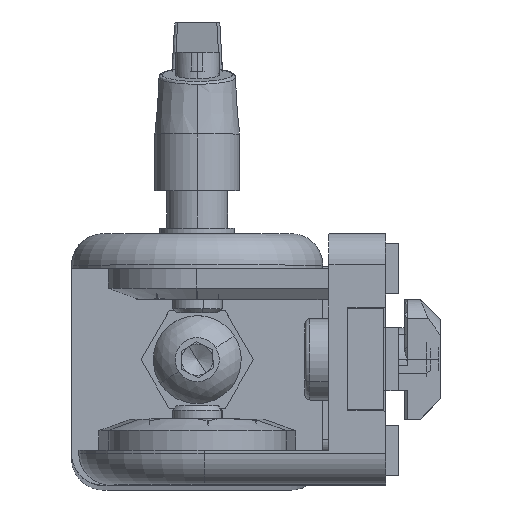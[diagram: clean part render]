
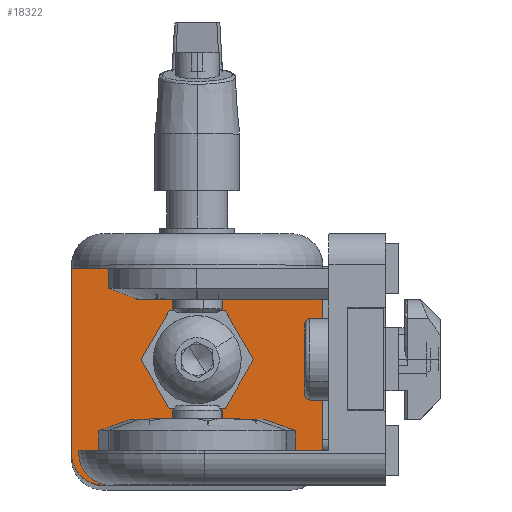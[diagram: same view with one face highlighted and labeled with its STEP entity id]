
A CAD part, top view. The second image highlights one B-rep face of the part: STEP entity #18322.
In plain terms, the highlighted face is planar.
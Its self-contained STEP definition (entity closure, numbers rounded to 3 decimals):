
#111 = ORIENTED_EDGE ( 'NONE', *, *, #28009, .F. ) ;
#243 = CARTESIAN_POINT ( 'NONE',  ( 0., 9., 0. ) ) ;
#276 = CARTESIAN_POINT ( 'NONE',  ( 15., 9., -20. ) ) ;
#341 = VECTOR ( 'NONE', #24397, 1000. ) ;
#397 = FACE_BOUND ( 'NONE', #30117, .T. ) ;
#500 = CARTESIAN_POINT ( 'NONE',  ( -4.474, 9., 7.75 ) ) ;
#570 = EDGE_CURVE ( 'NONE', #22892, #26363, #23564, .T. ) ;
#729 = EDGE_CURVE ( 'NONE', #13724, #2514, #31172, .T. ) ;
#1182 = VERTEX_POINT ( 'NONE', #25831 ) ;
#1234 = CARTESIAN_POINT ( 'NONE',  ( 15.65, 9., -14.5 ) ) ;
#1248 = VERTEX_POINT ( 'NONE', #17279 ) ;
#1398 = CARTESIAN_POINT ( 'NONE',  ( 15., 9., -15. ) ) ;
#1488 = CARTESIAN_POINT ( 'NONE',  ( -20., 9., -15. ) ) ;
#1868 = EDGE_CURVE ( 'NONE', #1248, #25246, #7655, .T. ) ;
#1916 = LINE ( 'NONE', #18515, #23063 ) ;
#2010 = LINE ( 'NONE', #4700, #28029 ) ;
#2211 = CARTESIAN_POINT ( 'NONE',  ( 20., 9., 20. ) ) ;
#2269 = ORIENTED_EDGE ( 'NONE', *, *, #8253, .T. ) ;
#2445 = VECTOR ( 'NONE', #12156, 1000. ) ;
#2514 = VERTEX_POINT ( 'NONE', #25589 ) ;
#2541 = ORIENTED_EDGE ( 'NONE', *, *, #15213, .T. ) ;
#2596 = AXIS2_PLACEMENT_3D ( 'NONE', #1398, #11046, #20669 ) ;
#3051 = VECTOR ( 'NONE', #5351, 1000. ) ;
#3130 = CARTESIAN_POINT ( 'NONE',  ( -8.949, 9., 0. ) ) ;
#3175 = ORIENTED_EDGE ( 'NONE', *, *, #23301, .T. ) ;
#3212 = VERTEX_POINT ( 'NONE', #21303 ) ;
#3443 = DIRECTION ( 'NONE',  ( 0., 0., -1. ) ) ;
#3569 = AXIS2_PLACEMENT_3D ( 'NONE', #19900, #15608, #3443 ) ;
#4562 = VECTOR ( 'NONE', #30009, 1000. ) ;
#4700 = CARTESIAN_POINT ( 'NONE',  ( -20., 9., -20. ) ) ;
#5214 = CARTESIAN_POINT ( 'NONE',  ( -20., 9., 20. ) ) ;
#5249 = VERTEX_POINT ( 'NONE', #7012 ) ;
#5351 = DIRECTION ( 'NONE',  ( -1., 0., 0. ) ) ;
#5463 = VERTEX_POINT ( 'NONE', #6974 ) ;
#6300 = VECTOR ( 'NONE', #7453, 1000. ) ;
#6974 = CARTESIAN_POINT ( 'NONE',  ( 15.65, 9., -11.32 ) ) ;
#7012 = CARTESIAN_POINT ( 'NONE',  ( 8.949, 9., 0. ) ) ;
#7039 = EDGE_CURVE ( 'NONE', #30385, #11223, #11177, .T. ) ;
#7285 = VECTOR ( 'NONE', #27493, 1000. ) ;
#7322 = ORIENTED_EDGE ( 'NONE', *, *, #1868, .T. ) ;
#7453 = DIRECTION ( 'NONE',  ( -0.5, 0., 0.866 ) ) ;
#7639 = CIRCLE ( 'NONE', #3569, 5. ) ;
#7655 = LINE ( 'NONE', #14584, #341 ) ;
#7864 = LINE ( 'NONE', #17484, #8569 ) ;
#8253 = EDGE_CURVE ( 'NONE', #5463, #1182, #1916, .T. ) ;
#8569 = VECTOR ( 'NONE', #27596, 1000. ) ;
#8675 = ORIENTED_EDGE ( 'NONE', *, *, #7039, .T. ) ;
#9042 = ORIENTED_EDGE ( 'NONE', *, *, #14424, .T. ) ;
#9346 = EDGE_CURVE ( 'NONE', #11223, #26532, #2010, .T. ) ;
#9384 = EDGE_LOOP ( 'NONE', ( #19001, #13448, #3175, #11472, #9042, #8675 ) ) ;
#10053 = DIRECTION ( 'NONE',  ( 0., 0., -1. ) ) ;
#10459 = EDGE_CURVE ( 'NONE', #5463, #13557, #19049, .T. ) ;
#11005 = CARTESIAN_POINT ( 'NONE',  ( 4.474, 9., -7.75 ) ) ;
#11046 = DIRECTION ( 'NONE',  ( 0., 1., 0. ) ) ;
#11177 = CIRCLE ( 'NONE', #2596, 5. ) ;
#11200 = ORIENTED_EDGE ( 'NONE', *, *, #24211, .F. ) ;
#11208 = VECTOR ( 'NONE', #25654, 1000. ) ;
#11223 = VERTEX_POINT ( 'NONE', #276 ) ;
#11443 = VECTOR ( 'NONE', #30003, 1000. ) ;
#11472 = ORIENTED_EDGE ( 'NONE', *, *, #570, .F. ) ;
#11742 = CARTESIAN_POINT ( 'NONE',  ( 20., 9., -15. ) ) ;
#11869 = CARTESIAN_POINT ( 'NONE',  ( -4.474, 9., -7.75 ) ) ;
#12051 = ORIENTED_EDGE ( 'NONE', *, *, #729, .F. ) ;
#12156 = DIRECTION ( 'NONE',  ( 0., 0., -1. ) ) ;
#12263 = FACE_BOUND ( 'NONE', #19823, .T. ) ;
#12331 = DIRECTION ( 'NONE',  ( 0., 0., 1. ) ) ;
#12987 = CARTESIAN_POINT ( 'NONE',  ( -15.65, 9., -14.5 ) ) ;
#13067 = LINE ( 'NONE', #3130, #11443 ) ;
#13211 = CARTESIAN_POINT ( 'NONE',  ( -4.474, 9., -7.75 ) ) ;
#13282 = DIRECTION ( 'NONE',  ( -1., 0., 0. ) ) ;
#13448 = ORIENTED_EDGE ( 'NONE', *, *, #15226, .T. ) ;
#13557 = VERTEX_POINT ( 'NONE', #1234 ) ;
#13724 = VERTEX_POINT ( 'NONE', #13211 ) ;
#13740 = AXIS2_PLACEMENT_3D ( 'NONE', #243, #19535, #10053 ) ;
#14424 = EDGE_CURVE ( 'NONE', #22892, #30385, #28612, .T. ) ;
#14584 = CARTESIAN_POINT ( 'NONE',  ( -15.65, 9., -9.5 ) ) ;
#14606 = CARTESIAN_POINT ( 'NONE',  ( 4.474, 9., 7.75 ) ) ;
#15036 = ORIENTED_EDGE ( 'NONE', *, *, #17605, .F. ) ;
#15077 = ORIENTED_EDGE ( 'NONE', *, *, #15669, .F. ) ;
#15213 = EDGE_CURVE ( 'NONE', #1182, #24662, #29377, .T. ) ;
#15226 = EDGE_CURVE ( 'NONE', #26532, #19041, #7639, .T. ) ;
#15410 = ORIENTED_EDGE ( 'NONE', *, *, #22564, .F. ) ;
#15608 = DIRECTION ( 'NONE',  ( 0., 1., 0. ) ) ;
#15669 = EDGE_CURVE ( 'NONE', #5249, #23661, #7864, .T. ) ;
#16405 = EDGE_CURVE ( 'NONE', #2514, #21820, #13067, .T. ) ;
#17150 = FACE_OUTER_BOUND ( 'NONE', #9384, .T. ) ;
#17279 = CARTESIAN_POINT ( 'NONE',  ( -15.65, 9., -11.32 ) ) ;
#17484 = CARTESIAN_POINT ( 'NONE',  ( 8.949, 9., 0. ) ) ;
#17605 = EDGE_CURVE ( 'NONE', #13557, #25246, #25248, .T. ) ;
#18073 = LINE ( 'NONE', #30248, #11208 ) ;
#18205 = CARTESIAN_POINT ( 'NONE',  ( 0., 9., 14.5 ) ) ;
#18290 = VECTOR ( 'NONE', #27496, 1000. ) ;
#18322 = ADVANCED_FACE ( 'NONE', ( #12263, #17150, #397 ), #21886, .F. ) ;
#18515 = CARTESIAN_POINT ( 'NONE',  ( -1.809, 9., -4.982 ) ) ;
#19001 = ORIENTED_EDGE ( 'NONE', *, *, #9346, .T. ) ;
#19041 = VERTEX_POINT ( 'NONE', #1488 ) ;
#19049 = LINE ( 'NONE', #21246, #30739 ) ;
#19202 = LINE ( 'NONE', #14606, #20733 ) ;
#19535 = DIRECTION ( 'NONE',  ( 0., -1., 0. ) ) ;
#19823 = EDGE_LOOP ( 'NONE', ( #15077, #111, #15410, #22940, #12051, #11200 ) ) ;
#19900 = CARTESIAN_POINT ( 'NONE',  ( -15., 9., -15. ) ) ;
#20364 = CARTESIAN_POINT ( 'NONE',  ( 1.809, 9., -4.982 ) ) ;
#20669 = DIRECTION ( 'NONE',  ( 0., 0., -1. ) ) ;
#20733 = VECTOR ( 'NONE', #26638, 1000. ) ;
#21246 = CARTESIAN_POINT ( 'NONE',  ( 15.65, 9., -9.5 ) ) ;
#21303 = CARTESIAN_POINT ( 'NONE',  ( 4.474, 9., 7.75 ) ) ;
#21425 = CARTESIAN_POINT ( 'NONE',  ( -10.637, 9., -9.5 ) ) ;
#21666 = CARTESIAN_POINT ( 'NONE',  ( -20., 9., 14.5 ) ) ;
#21820 = VERTEX_POINT ( 'NONE', #500 ) ;
#21886 = PLANE ( 'NONE',  #13740 ) ;
#22564 = EDGE_CURVE ( 'NONE', #21820, #3212, #18073, .T. ) ;
#22722 = CARTESIAN_POINT ( 'NONE',  ( 4.474, 9., -7.75 ) ) ;
#22729 = LINE ( 'NONE', #20364, #4562 ) ;
#22855 = ORIENTED_EDGE ( 'NONE', *, *, #27465, .T. ) ;
#22892 = VERTEX_POINT ( 'NONE', #29745 ) ;
#22938 = ORIENTED_EDGE ( 'NONE', *, *, #10459, .F. ) ;
#22940 = ORIENTED_EDGE ( 'NONE', *, *, #16405, .F. ) ;
#23063 = VECTOR ( 'NONE', #23715, 1000. ) ;
#23191 = CARTESIAN_POINT ( 'NONE',  ( 15.65, 9., -14.5 ) ) ;
#23301 = EDGE_CURVE ( 'NONE', #19041, #26363, #29239, .T. ) ;
#23564 = LINE ( 'NONE', #18205, #31045 ) ;
#23661 = VERTEX_POINT ( 'NONE', #11005 ) ;
#23715 = DIRECTION ( 'NONE',  ( -0.94, 0., 0.341 ) ) ;
#24211 = EDGE_CURVE ( 'NONE', #23661, #13724, #29841, .T. ) ;
#24397 = DIRECTION ( 'NONE',  ( 0., 0., -1. ) ) ;
#24662 = VERTEX_POINT ( 'NONE', #21425 ) ;
#25246 = VERTEX_POINT ( 'NONE', #12987 ) ;
#25248 = LINE ( 'NONE', #23191, #18290 ) ;
#25589 = CARTESIAN_POINT ( 'NONE',  ( -8.949, 9., 0. ) ) ;
#25654 = DIRECTION ( 'NONE',  ( 1., 0., 0. ) ) ;
#25831 = CARTESIAN_POINT ( 'NONE',  ( 10.637, 9., -9.5 ) ) ;
#26363 = VERTEX_POINT ( 'NONE', #21666 ) ;
#26532 = VERTEX_POINT ( 'NONE', #27061 ) ;
#26638 = DIRECTION ( 'NONE',  ( 0.5, 0., -0.866 ) ) ;
#27022 = CARTESIAN_POINT ( 'NONE',  ( 15.65, 9., -9.5 ) ) ;
#27061 = CARTESIAN_POINT ( 'NONE',  ( -15., 9., -20. ) ) ;
#27465 = EDGE_CURVE ( 'NONE', #24662, #1248, #22729, .T. ) ;
#27493 = DIRECTION ( 'NONE',  ( -1., 0., 0. ) ) ;
#27496 = DIRECTION ( 'NONE',  ( -1., 0., 0. ) ) ;
#27596 = DIRECTION ( 'NONE',  ( -0.5, 0., -0.866 ) ) ;
#27923 = VECTOR ( 'NONE', #12331, 1000. ) ;
#28009 = EDGE_CURVE ( 'NONE', #3212, #5249, #19202, .T. ) ;
#28029 = VECTOR ( 'NONE', #29040, 1000. ) ;
#28537 = DIRECTION ( 'NONE',  ( 0., 0., -1. ) ) ;
#28612 = LINE ( 'NONE', #2211, #2445 ) ;
#29040 = DIRECTION ( 'NONE',  ( -1., 0., 0. ) ) ;
#29239 = LINE ( 'NONE', #5214, #27923 ) ;
#29377 = LINE ( 'NONE', #27022, #3051 ) ;
#29745 = CARTESIAN_POINT ( 'NONE',  ( 20., 9., 14.5 ) ) ;
#29841 = LINE ( 'NONE', #22722, #7285 ) ;
#30003 = DIRECTION ( 'NONE',  ( 0.5, 0., 0.866 ) ) ;
#30009 = DIRECTION ( 'NONE',  ( -0.94, 0., -0.341 ) ) ;
#30117 = EDGE_LOOP ( 'NONE', ( #22938, #2269, #2541, #22855, #7322, #15036 ) ) ;
#30248 = CARTESIAN_POINT ( 'NONE',  ( -4.474, 9., 7.75 ) ) ;
#30385 = VERTEX_POINT ( 'NONE', #11742 ) ;
#30739 = VECTOR ( 'NONE', #28537, 1000. ) ;
#31045 = VECTOR ( 'NONE', #13282, 1000. ) ;
#31172 = LINE ( 'NONE', #11869, #6300 ) ;
